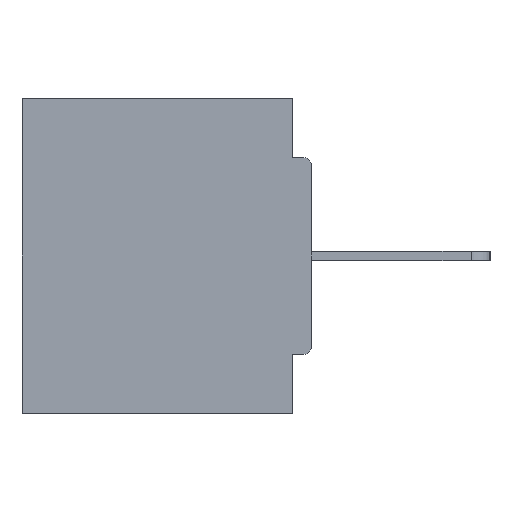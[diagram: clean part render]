
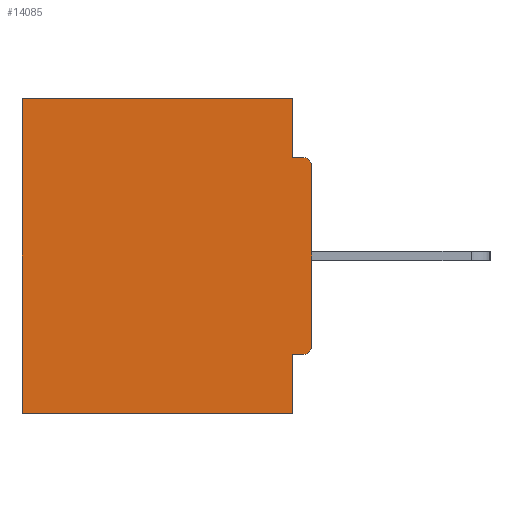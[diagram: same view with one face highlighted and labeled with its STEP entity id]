
A CAD part, left-side view. The second image highlights one B-rep face of the part: STEP entity #14085.
In plain terms, the highlighted planar face has unit normal (-1, 0, 0).
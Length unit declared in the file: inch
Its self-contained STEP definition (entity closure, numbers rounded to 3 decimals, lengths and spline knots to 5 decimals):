
#203 = CARTESIAN_POINT ( 'NONE',  ( 0.298, 0.46, 0. ) ) ;
#234 = VECTOR ( 'NONE', #2947, 39.37008 ) ;
#971 = CARTESIAN_POINT ( 'NONE',  ( 0.298, 0., -0.0935 ) ) ;
#1021 = VERTEX_POINT ( 'NONE', #3618 ) ;
#1449 = CIRCLE ( 'NONE', #2198, 0.015 ) ;
#1577 = VERTEX_POINT ( 'NONE', #9362 ) ;
#1658 = ORIENTED_EDGE ( 'NONE', *, *, #15079, .F. ) ;
#1973 = VECTOR ( 'NONE', #23676, 39.37008 ) ;
#2198 = AXIS2_PLACEMENT_3D ( 'NONE', #3965, #14818, #23610 ) ;
#2685 = CARTESIAN_POINT ( 'NONE',  ( 0.298, 0., 0. ) ) ;
#2947 = DIRECTION ( 'NONE',  ( 0., 0., -1. ) ) ;
#3512 = VECTOR ( 'NONE', #18140, 39.37008 ) ;
#3618 = CARTESIAN_POINT ( 'NONE',  ( 0.298, 0.031, -0.5 ) ) ;
#3709 = EDGE_CURVE ( 'NONE', #1577, #22682, #8870, .T. ) ;
#3965 = CARTESIAN_POINT ( 'NONE',  ( 0.298, 0.015, -0.1085 ) ) ;
#3974 = DIRECTION ( 'NONE',  ( 0., 1., 0. ) ) ;
#4078 = LINE ( 'NONE', #19375, #25783 ) ;
#4084 = CARTESIAN_POINT ( 'NONE',  ( 0.298, 0.031, -0.5 ) ) ;
#4133 = CARTESIAN_POINT ( 'NONE',  ( 0.298, 0., 0. ) ) ;
#4265 = LINE ( 'NONE', #4084, #13190 ) ;
#5642 = EDGE_CURVE ( 'NONE', #14442, #1577, #4265, .T. ) ;
#5653 = EDGE_CURVE ( 'NONE', #7744, #22682, #1449, .T. ) ;
#5674 = CARTESIAN_POINT ( 'NONE',  ( 0.298, 0.015, -0.0935 ) ) ;
#6069 = PLANE ( 'NONE',  #27821 ) ;
#6321 = DIRECTION ( 'NONE',  ( 0., 0., -1. ) ) ;
#6328 = CARTESIAN_POINT ( 'NONE',  ( 0.298, 0.031, -0.4065 ) ) ;
#6919 = DIRECTION ( 'NONE',  ( 0., 0., -1. ) ) ;
#7177 = LINE ( 'NONE', #13924, #234 ) ;
#7391 = EDGE_CURVE ( 'NONE', #14442, #26286, #24155, .T. ) ;
#7662 = CARTESIAN_POINT ( 'NONE',  ( 0.298, 0.031, 0. ) ) ;
#7744 = VERTEX_POINT ( 'NONE', #21775 ) ;
#8487 = ORIENTED_EDGE ( 'NONE', *, *, #20706, .F. ) ;
#8870 = LINE ( 'NONE', #971, #26118 ) ;
#8879 = VECTOR ( 'NONE', #6919, 39.37008 ) ;
#9050 = ORIENTED_EDGE ( 'NONE', *, *, #12698, .F. ) ;
#9279 = CARTESIAN_POINT ( 'NONE',  ( 0.298, 0., -0.5 ) ) ;
#9362 = CARTESIAN_POINT ( 'NONE',  ( 0.298, 0.031, -0.0935 ) ) ;
#9375 = LINE ( 'NONE', #9279, #3512 ) ;
#9546 = LINE ( 'NONE', #203, #8879 ) ;
#9680 = CARTESIAN_POINT ( 'NONE',  ( 0.298, 0., -0.3915 ) ) ;
#9716 = DIRECTION ( 'NONE',  ( 0., 1., 0. ) ) ;
#10231 = VERTEX_POINT ( 'NONE', #6328 ) ;
#11019 = CARTESIAN_POINT ( 'NONE',  ( 0.298, 0.015, -0.3915 ) ) ;
#11660 = ORIENTED_EDGE ( 'NONE', *, *, #5642, .F. ) ;
#11917 = VERTEX_POINT ( 'NONE', #17142 ) ;
#12698 = EDGE_CURVE ( 'NONE', #10231, #1021, #7177, .T. ) ;
#12703 = LINE ( 'NONE', #4133, #1973 ) ;
#12785 = ORIENTED_EDGE ( 'NONE', *, *, #16163, .T. ) ;
#13190 = VECTOR ( 'NONE', #6321, 39.37008 ) ;
#13924 = CARTESIAN_POINT ( 'NONE',  ( 0.298, 0.031, -0.5 ) ) ;
#14085 = ADVANCED_FACE ( 'NONE', ( #22689 ), #6069, .F. ) ;
#14442 = VERTEX_POINT ( 'NONE', #7662 ) ;
#14560 = AXIS2_PLACEMENT_3D ( 'NONE', #11019, #21734, #17465 ) ;
#14818 = DIRECTION ( 'NONE',  ( -1., 0., 0. ) ) ;
#15079 = EDGE_CURVE ( 'NONE', #7744, #16776, #12703, .T. ) ;
#15273 = EDGE_CURVE ( 'NONE', #26286, #11917, #9546, .T. ) ;
#16163 = EDGE_CURVE ( 'NONE', #18310, #16776, #21323, .T. ) ;
#16397 = DIRECTION ( 'NONE',  ( 0., -1., 0. ) ) ;
#16776 = VERTEX_POINT ( 'NONE', #9680 ) ;
#17142 = CARTESIAN_POINT ( 'NONE',  ( 0.298, 0.46, -0.5 ) ) ;
#17465 = DIRECTION ( 'NONE',  ( 0., 0., -1. ) ) ;
#18140 = DIRECTION ( 'NONE',  ( 0., 1., 0. ) ) ;
#18310 = VERTEX_POINT ( 'NONE', #27503 ) ;
#19375 = CARTESIAN_POINT ( 'NONE',  ( 0.298, 0., -0.4065 ) ) ;
#20706 = EDGE_CURVE ( 'NONE', #1021, #11917, #9375, .T. ) ;
#21105 = DIRECTION ( 'NONE',  ( 0., 0., -1. ) ) ;
#21323 = CIRCLE ( 'NONE', #14560, 0.015 ) ;
#21388 = DIRECTION ( 'NONE',  ( 1., 0., 0. ) ) ;
#21602 = ORIENTED_EDGE ( 'NONE', *, *, #3709, .F. ) ;
#21734 = DIRECTION ( 'NONE',  ( -1., 0., 0. ) ) ;
#21775 = CARTESIAN_POINT ( 'NONE',  ( 0.298, 0., -0.1085 ) ) ;
#22460 = EDGE_CURVE ( 'NONE', #18310, #10231, #4078, .T. ) ;
#22682 = VERTEX_POINT ( 'NONE', #5674 ) ;
#22689 = FACE_OUTER_BOUND ( 'NONE', #27976, .T. ) ;
#23610 = DIRECTION ( 'NONE',  ( 0., 0., -1. ) ) ;
#23676 = DIRECTION ( 'NONE',  ( 0., 0., -1. ) ) ;
#24155 = LINE ( 'NONE', #2685, #26555 ) ;
#24805 = ORIENTED_EDGE ( 'NONE', *, *, #7391, .T. ) ;
#25783 = VECTOR ( 'NONE', #3974, 39.37008 ) ;
#26118 = VECTOR ( 'NONE', #16397, 39.37008 ) ;
#26149 = ORIENTED_EDGE ( 'NONE', *, *, #5653, .T. ) ;
#26286 = VERTEX_POINT ( 'NONE', #27547 ) ;
#26465 = ORIENTED_EDGE ( 'NONE', *, *, #15273, .T. ) ;
#26555 = VECTOR ( 'NONE', #9716, 39.37008 ) ;
#26709 = ORIENTED_EDGE ( 'NONE', *, *, #22460, .F. ) ;
#27503 = CARTESIAN_POINT ( 'NONE',  ( 0.298, 0.015, -0.4065 ) ) ;
#27547 = CARTESIAN_POINT ( 'NONE',  ( 0.298, 0.46, 0. ) ) ;
#27821 = AXIS2_PLACEMENT_3D ( 'NONE', #28117, #21388, #21105 ) ;
#27976 = EDGE_LOOP ( 'NONE', ( #26149, #21602, #11660, #24805, #26465, #8487, #9050, #26709, #12785, #1658 ) ) ;
#28117 = CARTESIAN_POINT ( 'NONE',  ( 0.298, 0., 0. ) ) ;
